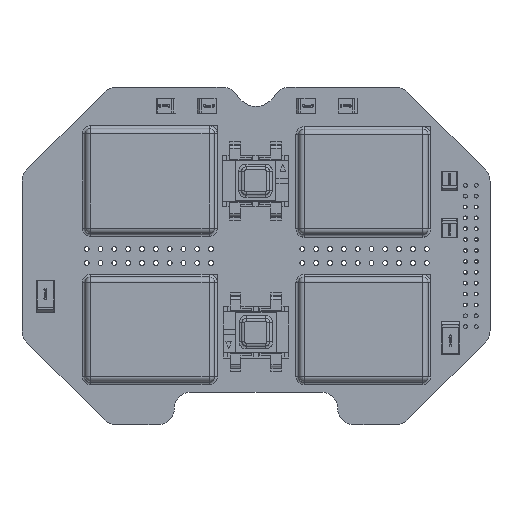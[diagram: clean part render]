
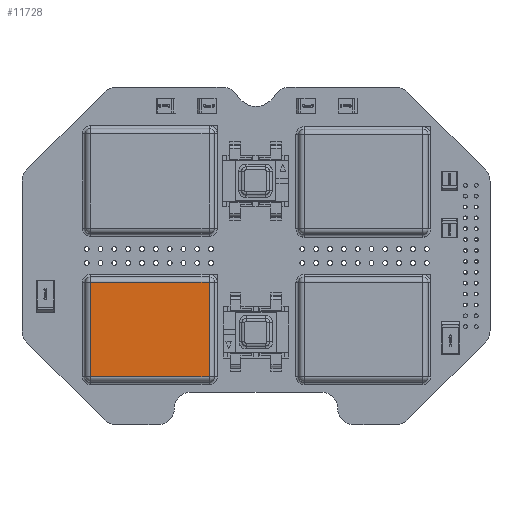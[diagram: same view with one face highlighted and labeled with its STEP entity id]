
A CAD part, top view. The second image highlights one B-rep face of the part: STEP entity #11728.
In plain terms, the highlighted face is planar.
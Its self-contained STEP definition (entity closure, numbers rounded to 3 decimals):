
#11728 = ADVANCED_FACE('',(#11729),#11763,.T.);
#11729 = FACE_BOUND('',#11730,.T.);
#11730 = EDGE_LOOP('',(#11731,#11741,#11749,#11757));
#11731 = ORIENTED_EDGE('',*,*,#11732,.T.);
#11732 = EDGE_CURVE('',#11733,#11735,#11737,.T.);
#11733 = VERTEX_POINT('',#11734);
#11734 = CARTESIAN_POINT('',(1.5,6.98,-1.5));
#11735 = VERTEX_POINT('',#11736);
#11736 = CARTESIAN_POINT('',(23.27,6.98,-1.5));
#11737 = LINE('',#11738,#11739);
#11738 = CARTESIAN_POINT('',(24.27,6.98,-1.5));
#11739 = VECTOR('',#11740,1.);
#11740 = DIRECTION('',(1.,-0.,0.));
#11741 = ORIENTED_EDGE('',*,*,#11742,.T.);
#11742 = EDGE_CURVE('',#11735,#11743,#11745,.T.);
#11743 = VERTEX_POINT('',#11744);
#11744 = CARTESIAN_POINT('',(23.27,6.98,-18.82));
#11745 = LINE('',#11746,#11747);
#11746 = CARTESIAN_POINT('',(23.27,6.98,-19.82));
#11747 = VECTOR('',#11748,1.);
#11748 = DIRECTION('',(0.,0.,-1.));
#11749 = ORIENTED_EDGE('',*,*,#11750,.T.);
#11750 = EDGE_CURVE('',#11743,#11751,#11753,.T.);
#11751 = VERTEX_POINT('',#11752);
#11752 = CARTESIAN_POINT('',(1.5,6.98,-18.82));
#11753 = LINE('',#11754,#11755);
#11754 = CARTESIAN_POINT('',(0.5,6.98,-18.82));
#11755 = VECTOR('',#11756,1.);
#11756 = DIRECTION('',(-1.,0.,0.));
#11757 = ORIENTED_EDGE('',*,*,#11758,.T.);
#11758 = EDGE_CURVE('',#11751,#11733,#11759,.T.);
#11759 = LINE('',#11760,#11761);
#11760 = CARTESIAN_POINT('',(1.5,6.98,-0.5));
#11761 = VECTOR('',#11762,1.);
#11762 = DIRECTION('',(-0.,0.,1.));
#11763 = PLANE('',#11764);
#11764 = AXIS2_PLACEMENT_3D('',#11765,#11766,#11767);
#11765 = CARTESIAN_POINT('',(0.,6.98,0.));
#11766 = DIRECTION('',(0.,1.,-0.));
#11767 = DIRECTION('',(0.,0.,1.));
